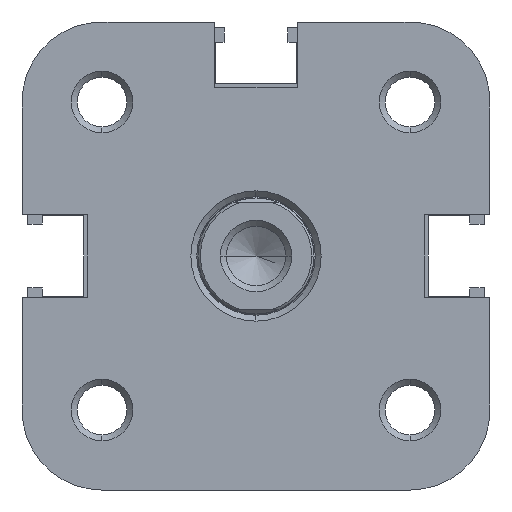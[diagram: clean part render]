
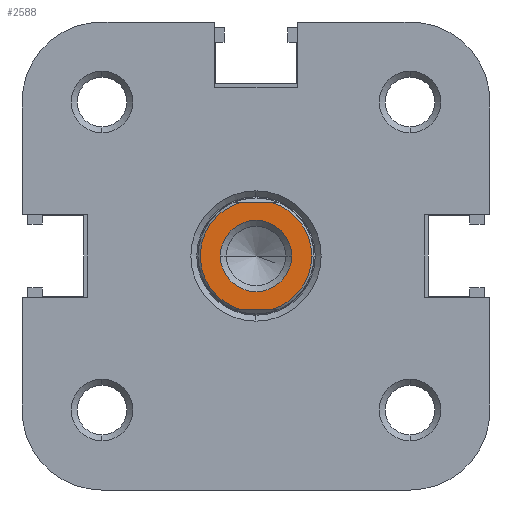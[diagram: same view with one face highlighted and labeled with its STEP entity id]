
A CAD part, left-side view. The second image highlights one B-rep face of the part: STEP entity #2588.
In plain terms, the highlighted face is planar.
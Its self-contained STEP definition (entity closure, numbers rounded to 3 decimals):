
#957 = EDGE_CURVE ( 'NONE', #2021, #2311, #1588, .T. ) ;
#968 = EDGE_CURVE ( 'NONE', #2256, #2266, #1590, .T. ) ;
#1026 = EDGE_CURVE ( 'NONE', #2311, #1863, #1598, .T. ) ;
#1035 = EDGE_CURVE ( 'NONE', #1858, #1855, #1592, .T. ) ;
#1038 = EDGE_CURVE ( 'NONE', #1863, #1858, #1612, .T. ) ;
#1040 = EDGE_CURVE ( 'NONE', #2266, #2256, #1609, .T. ) ;
#1041 = EDGE_CURVE ( 'NONE', #2021, #1855, #1603, .T. ) ;
#1374 = AXIS2_PLACEMENT_3D ( 'NONE', #2693, #2695, #2696 ) ;
#1383 = AXIS2_PLACEMENT_3D ( 'NONE', #2722, #2723, #2724 ) ;
#1588 = CIRCLE ( 'NONE', #1374, 4.7 ) ;
#1590 = CIRCLE ( 'NONE', #1383, 3. ) ;
#1592 = CIRCLE ( 'NONE', #3943, 4.7 ) ;
#1598 = CIRCLE ( 'NONE', #3934, 4.7 ) ;
#1603 = LINE ( 'NONE', #2920, #1606 ) ;
#1604 = VECTOR ( 'NONE', #2911, 1000. ) ;
#1606 = VECTOR ( 'NONE', #2921, 1000. ) ;
#1609 = CIRCLE ( 'NONE', #3946, 3. ) ;
#1612 = LINE ( 'NONE', #2910, #1604 ) ;
#1855 = VERTEX_POINT ( 'NONE', #3610 ) ;
#1858 = VERTEX_POINT ( 'NONE', #3613 ) ;
#1863 = VERTEX_POINT ( 'NONE', #3618 ) ;
#2021 = VERTEX_POINT ( 'NONE', #3732 ) ;
#2256 = VERTEX_POINT ( 'NONE', #3786 ) ;
#2266 = VERTEX_POINT ( 'NONE', #3794 ) ;
#2311 = VERTEX_POINT ( 'NONE', #3814 ) ;
#2588 = ADVANCED_FACE ( 'NONE', ( #4874, #4877 ), #5436, .F. ) ;
#2693 = CARTESIAN_POINT ( 'NONE',  ( 551., 0., 0. ) ) ;
#2695 = DIRECTION ( 'NONE',  ( -1., 0., 0. ) ) ;
#2696 = DIRECTION ( 'NONE',  ( 0., 0., -1. ) ) ;
#2722 = CARTESIAN_POINT ( 'NONE',  ( 551., 0., 0. ) ) ;
#2723 = DIRECTION ( 'NONE',  ( 1., 0., 0. ) ) ;
#2724 = DIRECTION ( 'NONE',  ( 0., 0., -1. ) ) ;
#2871 = CARTESIAN_POINT ( 'NONE',  ( 551., 0., 0. ) ) ;
#2876 = DIRECTION ( 'NONE',  ( -1., 0., 0. ) ) ;
#2877 = DIRECTION ( 'NONE',  ( 0., 0., -1. ) ) ;
#2896 = CARTESIAN_POINT ( 'NONE',  ( 551., 0., 0. ) ) ;
#2903 = DIRECTION ( 'NONE',  ( -1., 0., 0. ) ) ;
#2904 = DIRECTION ( 'NONE',  ( 0., 0., -1. ) ) ;
#2910 = CARTESIAN_POINT ( 'NONE',  ( 551., -4.5, -12.5 ) ) ;
#2911 = DIRECTION ( 'NONE',  ( 0., 0., 1. ) ) ;
#2913 = CARTESIAN_POINT ( 'NONE',  ( 551., 0., 0. ) ) ;
#2917 = DIRECTION ( 'NONE',  ( 1., 0., 0. ) ) ;
#2918 = DIRECTION ( 'NONE',  ( 0., 0., -1. ) ) ;
#2920 = CARTESIAN_POINT ( 'NONE',  ( 551., 4.5, -12.5 ) ) ;
#2921 = DIRECTION ( 'NONE',  ( 0., 0., 1. ) ) ;
#3610 = CARTESIAN_POINT ( 'NONE',  ( 551., 4.5, 1.356 ) ) ;
#3613 = CARTESIAN_POINT ( 'NONE',  ( 551., -4.5, 1.356 ) ) ;
#3618 = CARTESIAN_POINT ( 'NONE',  ( 551., -4.5, -1.356 ) ) ;
#3732 = CARTESIAN_POINT ( 'NONE',  ( 551., 4.5, -1.356 ) ) ;
#3786 = CARTESIAN_POINT ( 'NONE',  ( 551., 0., -3. ) ) ;
#3794 = CARTESIAN_POINT ( 'NONE',  ( 551., 0., 3. ) ) ;
#3814 = CARTESIAN_POINT ( 'NONE',  ( 551., 0., -4.7 ) ) ;
#3934 = AXIS2_PLACEMENT_3D ( 'NONE', #2871, #2876, #2877 ) ;
#3943 = AXIS2_PLACEMENT_3D ( 'NONE', #2896, #2903, #2904 ) ;
#3946 = AXIS2_PLACEMENT_3D ( 'NONE', #2913, #2917, #2918 ) ;
#4150 = AXIS2_PLACEMENT_3D ( 'NONE', #5435, #5437, #5438 ) ;
#4874 = FACE_BOUND ( 'NONE', #5969, .T. ) ;
#4877 = FACE_OUTER_BOUND ( 'NONE', #5965, .T. ) ;
#5435 = CARTESIAN_POINT ( 'NONE',  ( 551., 0., 0. ) ) ;
#5436 = PLANE ( 'NONE',  #4150 ) ;
#5437 = DIRECTION ( 'NONE',  ( -1., 0., 0. ) ) ;
#5438 = DIRECTION ( 'NONE',  ( 0., 0., -1. ) ) ;
#5965 = EDGE_LOOP ( 'NONE', ( #6324, #6325, #6326, #6327, #6328 ) ) ;
#5969 = EDGE_LOOP ( 'NONE', ( #6322, #6323 ) ) ;
#6322 = ORIENTED_EDGE ( 'NONE', *, *, #1040, .F. ) ;
#6323 = ORIENTED_EDGE ( 'NONE', *, *, #968, .F. ) ;
#6324 = ORIENTED_EDGE ( 'NONE', *, *, #1041, .T. ) ;
#6325 = ORIENTED_EDGE ( 'NONE', *, *, #1035, .F. ) ;
#6326 = ORIENTED_EDGE ( 'NONE', *, *, #1038, .F. ) ;
#6327 = ORIENTED_EDGE ( 'NONE', *, *, #1026, .F. ) ;
#6328 = ORIENTED_EDGE ( 'NONE', *, *, #957, .F. ) ;
